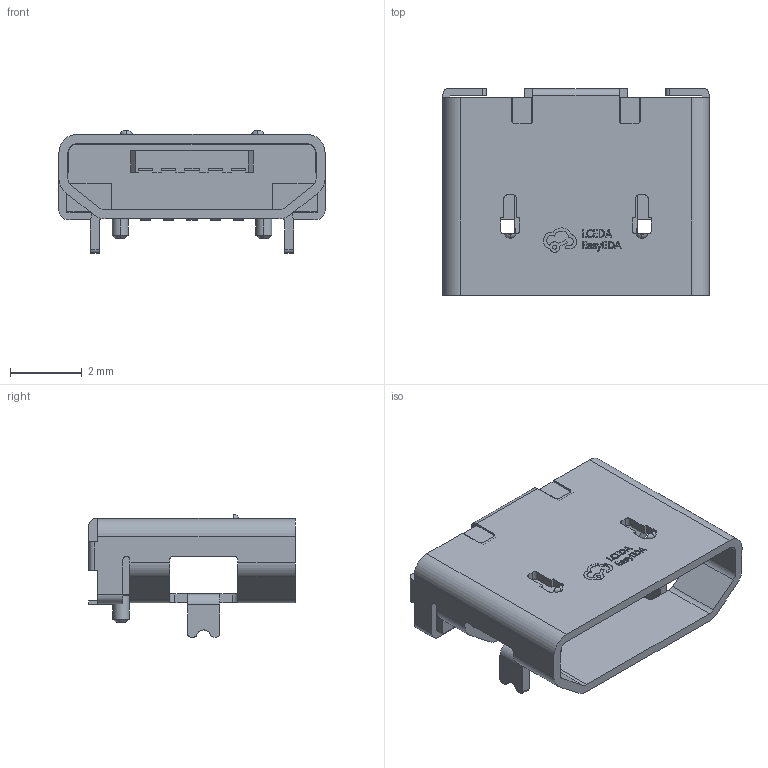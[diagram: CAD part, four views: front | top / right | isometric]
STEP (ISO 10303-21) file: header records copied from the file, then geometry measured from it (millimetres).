
FILE_DESCRIPTION (( 'STEP AP214' ), '1' );
FILE_NAME ('MICRO-USB-SMD_USB-MR-D-017.STEP', '2023-05-24T13:20:00', ( '' ), ( '' ), 'SwSTEP 2.0', 'SolidWorks 2020', '' );
FILE_SCHEMA (( 'AUTOMOTIVE_DESIGN' ));
Length unit declared in the file: millimetre
Products named in the file (1): MICRO-USB-SMD_USB-MR-D-017
Bounding box: 7.4 x 5.75 x 3.4 mm (x, y, z)
Volume: 42.5 mm3; surface area: 272.1 mm2
Topology: 2 solids, 2 shells, 526 faces, 1490 edges, 990 vertices
Faces by surface type: plane 327, bspline 98, cylinder 93, cone 4, torus 4
Entity records: 23387 total; most frequent: CARTESIAN_POINT 4373, ORIENTED_EDGE 2980, DIRECTION 2344, EDGE_CURVE 1490, VECTOR 1086, LINE 1086, VERTEX_POINT 990, AXIS2_PLACEMENT_3D 629
